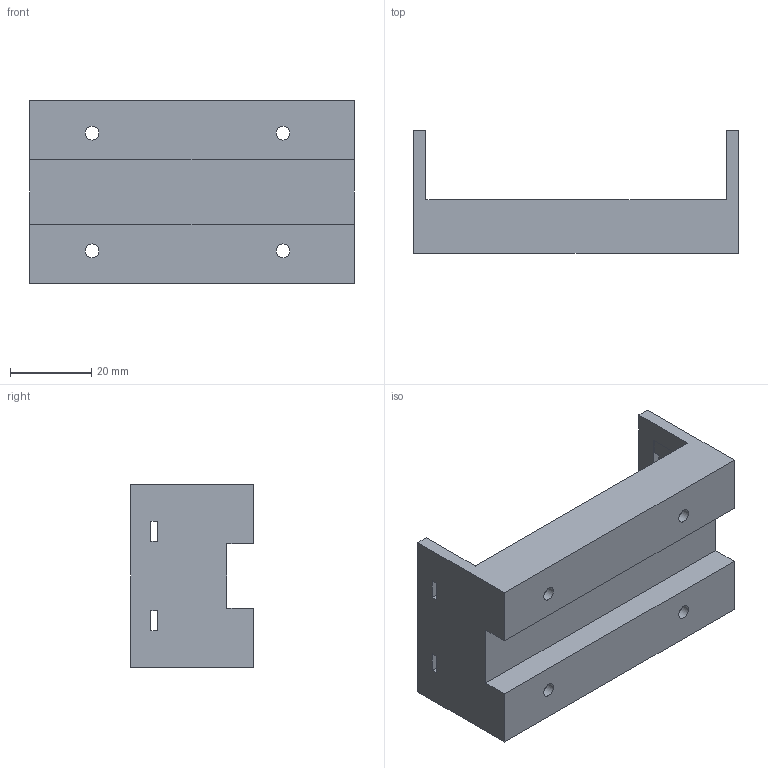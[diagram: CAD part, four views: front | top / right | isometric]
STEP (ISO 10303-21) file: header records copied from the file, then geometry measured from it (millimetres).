
FILE_DESCRIPTION(/* description */ (''),/* implementation_level */ '2;1');
FILE_NAME(/* name */ 'BatteryHolder_21700.step',/* time_stamp */ '2023-05-04T14:49:39+01:00',/* author */ (''),/* organization */ (''),/* preprocessor_version */ 'ST-DEVELOPER v19.2',/* originating_system */ 'Autodesk Translation Framework v12.4.0.73',/* authorisation */ '');
FILE_SCHEMA (('AUTOMOTIVE_DESIGN { 1 0 10303 214 3 1 1 }'));
Length unit declared in the file: millimetre
Products named in the file (1): Rover
Bounding box: 80 x 30.2 x 45 mm (x, y, z)
Volume: 27805.7 mm3; surface area: 16007.6 mm2
Topology: 1 solids, 1 shells, 84 faces, 246 edges, 164 vertices
Faces by surface type: plane 74, cylinder 6, bspline 4
Full cylindrical faces by diameter (mm): 3.4 x4
Entity records: 3095 total; most frequent: CARTESIAN_POINT 775, ORIENTED_EDGE 492, DIRECTION 422, EDGE_CURVE 246, LINE 220, VECTOR 220, VERTEX_POINT 164, AXIS2_PLACEMENT_3D 101
